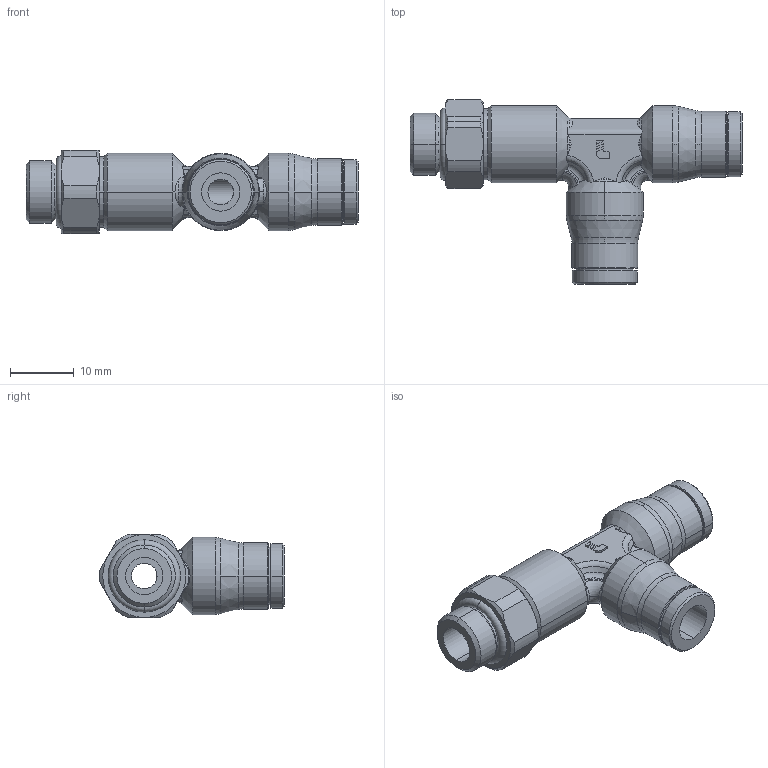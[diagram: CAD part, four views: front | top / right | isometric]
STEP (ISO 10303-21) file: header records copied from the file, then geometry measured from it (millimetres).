
FILE_DESCRIPTION(('STEP AP214'),'1');
FILE_NAME('3693_06_10.stp','2016-07-07T14:19:13',('TraceParts'),('TraceParts S.A.'),'Spatial InterOp 3D',' ',' ');
FILE_SCHEMA(('automotive_design'));
Length unit declared in the file: millimetre
Products named in the file (1): 1
Bounding box: 52 x 28.94 x 13 mm (x, y, z)
Volume: 4883.9 mm3; surface area: 3957 mm2
Topology: 1 solids, 1 shells, 208 faces, 539 edges, 344 vertices
Faces by surface type: cylinder 56, cone 56, torus 50, plane 46
Entity records: 7130 total; most frequent: CARTESIAN_POINT 2148, ORIENTED_EDGE 1078, DIRECTION 1059, EDGE_CURVE 539, AXIS2_PLACEMENT_3D 461, VERTEX_POINT 344, CIRCLE 250, EDGE_LOOP 223
